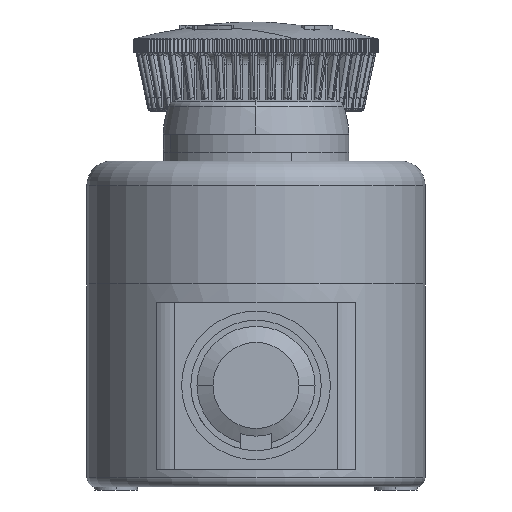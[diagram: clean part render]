
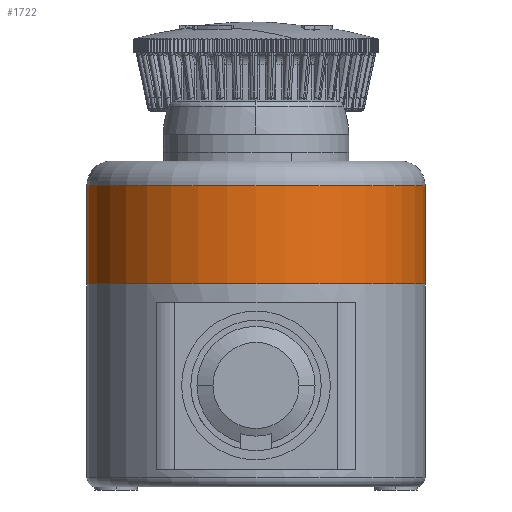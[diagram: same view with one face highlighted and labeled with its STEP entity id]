
A CAD part, left-side view. The second image highlights one B-rep face of the part: STEP entity #1722.
In plain terms, the highlighted cylindrical face has radius 27.5 mm (diameter 55 mm), a partial arc.
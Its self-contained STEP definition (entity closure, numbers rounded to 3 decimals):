
#384=DIRECTION('',(0.,0.,-1.));
#385=VECTOR('',#384,16.);
#386=CARTESIAN_POINT('',(22.5,-27.5,-37.05));
#387=LINE('',#386,#385);
#472=CARTESIAN_POINT('',(22.5,0.,-37.05));
#473=DIRECTION('',(0.,0.,1.));
#474=DIRECTION('',(0.,-1.,0.));
#475=AXIS2_PLACEMENT_3D('',#472,#473,#474);
#501=DIRECTION('',(0.,0.,1.));
#502=VECTOR('',#501,16.);
#503=CARTESIAN_POINT('',(22.5,27.5,-53.05));
#504=LINE('',#503,#502);
#724=CARTESIAN_POINT('',(22.5,0.,-53.05));
#725=DIRECTION('',(0.,0.,-1.));
#726=DIRECTION('',(0.,1.,0.));
#727=AXIS2_PLACEMENT_3D('',#724,#725,#726);
#1118=CARTESIAN_POINT('',(22.5,-27.5,-37.05));
#1119=CARTESIAN_POINT('',(22.5,27.5,-37.05));
#1120=VERTEX_POINT('',#1118);
#1121=VERTEX_POINT('',#1119);
#1190=CARTESIAN_POINT('',(22.5,27.5,-53.05));
#1191=CARTESIAN_POINT('',(22.5,-27.5,-53.05));
#1192=VERTEX_POINT('',#1190);
#1193=VERTEX_POINT('',#1191);
#1709=CARTESIAN_POINT('',(22.5,0.,-42.25));
#1710=DIRECTION('',(0.,0.,1.));
#1711=DIRECTION('',(1.,0.,0.));
#1712=AXIS2_PLACEMENT_3D('',#1709,#1710,#1711);
#1713=CYLINDRICAL_SURFACE('',#1712,27.5);
#1715=ORIENTED_EDGE('',*,*,#1714,.F.);
#1717=ORIENTED_EDGE('',*,*,#1716,.T.);
#1718=ORIENTED_EDGE('',*,*,#1631,.F.);
#1719=ORIENTED_EDGE('',*,*,#1417,.T.);
#1720=EDGE_LOOP('',(#1715,#1717,#1718,#1719));
#1721=FACE_OUTER_BOUND('',#1720,.F.);
#476=CIRCLE('',#475,27.5);
#728=CIRCLE('',#727,27.5);
#1417=EDGE_CURVE('',#1120,#1121,#476,.T.);
#1631=EDGE_CURVE('',#1120,#1193,#387,.T.);
#1714=EDGE_CURVE('',#1192,#1121,#504,.T.);
#1716=EDGE_CURVE('',#1192,#1193,#728,.T.);
#1722=ADVANCED_FACE('',(#1721),#1713,.T.);
